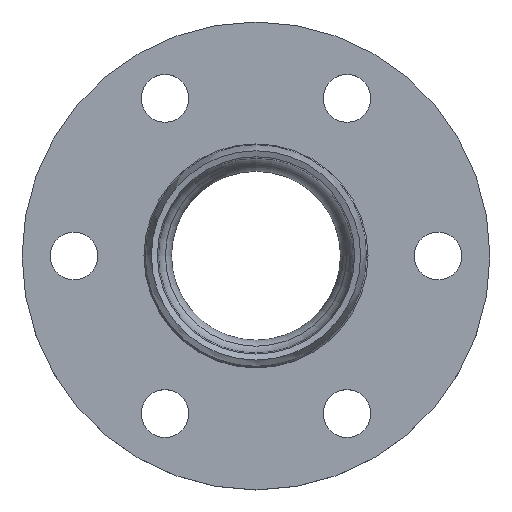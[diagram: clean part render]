
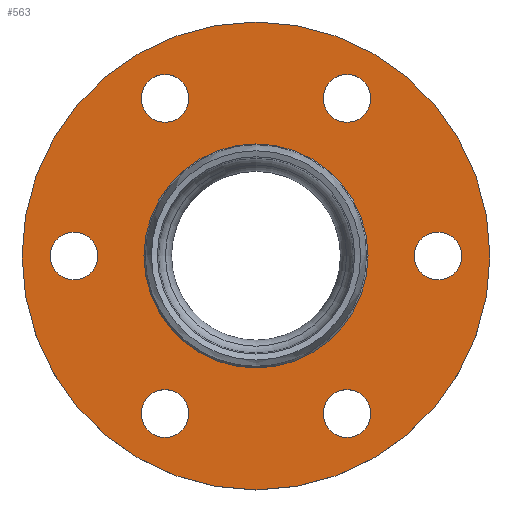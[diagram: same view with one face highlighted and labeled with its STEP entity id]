
A CAD part, top view. The second image highlights one B-rep face of the part: STEP entity #563.
In plain terms, the highlighted planar face has unit normal (0, 0, 1).
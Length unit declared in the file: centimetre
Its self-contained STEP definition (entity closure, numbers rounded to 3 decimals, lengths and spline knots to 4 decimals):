
#47=FACE_BOUND('',#105,.T.);
#48=FACE_BOUND('',#106,.T.);
#49=FACE_BOUND('',#107,.T.);
#50=FACE_BOUND('',#108,.T.);
#51=FACE_BOUND('',#109,.T.);
#52=FACE_BOUND('',#110,.T.);
#53=FACE_BOUND('',#111,.T.);
#55=PLANE('',#614);
#65=FACE_OUTER_BOUND('',#104,.T.);
#104=EDGE_LOOP('',(#414));
#105=EDGE_LOOP('',(#415));
#106=EDGE_LOOP('',(#416));
#107=EDGE_LOOP('',(#417));
#108=EDGE_LOOP('',(#418));
#109=EDGE_LOOP('',(#419));
#110=EDGE_LOOP('',(#420));
#111=EDGE_LOOP('',(#421));
#170=CIRCLE('',#590,5.5);
#172=CIRCLE('',#593,5.5);
#174=CIRCLE('',#596,5.5);
#176=CIRCLE('',#599,5.5);
#178=CIRCLE('',#602,5.5);
#180=CIRCLE('',#605,5.5);
#182=CIRCLE('',#608,24.65);
#185=CIRCLE('',#613,54.);
#236=VERTEX_POINT('',#899);
#238=VERTEX_POINT('',#905);
#240=VERTEX_POINT('',#911);
#242=VERTEX_POINT('',#917);
#244=VERTEX_POINT('',#923);
#246=VERTEX_POINT('',#929);
#248=VERTEX_POINT('',#935);
#251=VERTEX_POINT('',#944);
#290=EDGE_CURVE('',#236,#236,#170,.T.);
#293=EDGE_CURVE('',#238,#238,#172,.T.);
#296=EDGE_CURVE('',#240,#240,#174,.T.);
#299=EDGE_CURVE('',#242,#242,#176,.T.);
#302=EDGE_CURVE('',#244,#244,#178,.T.);
#305=EDGE_CURVE('',#246,#246,#180,.T.);
#308=EDGE_CURVE('',#248,#248,#182,.T.);
#312=EDGE_CURVE('',#251,#251,#185,.T.);
#414=ORIENTED_EDGE('',*,*,#312,.T.);
#415=ORIENTED_EDGE('',*,*,#290,.T.);
#416=ORIENTED_EDGE('',*,*,#293,.T.);
#417=ORIENTED_EDGE('',*,*,#296,.T.);
#418=ORIENTED_EDGE('',*,*,#299,.T.);
#419=ORIENTED_EDGE('',*,*,#302,.T.);
#420=ORIENTED_EDGE('',*,*,#305,.T.);
#421=ORIENTED_EDGE('',*,*,#308,.F.);
#563=ADVANCED_FACE('',(#65,#47,#48,#49,#50,#51,#52,#53),#55,.T.);
#590=AXIS2_PLACEMENT_3D('',#900,#689,#690);
#593=AXIS2_PLACEMENT_3D('',#906,#696,#697);
#596=AXIS2_PLACEMENT_3D('',#912,#703,#704);
#599=AXIS2_PLACEMENT_3D('',#918,#710,#711);
#602=AXIS2_PLACEMENT_3D('',#924,#717,#718);
#605=AXIS2_PLACEMENT_3D('',#930,#724,#725);
#608=AXIS2_PLACEMENT_3D('',#936,#731,#732);
#613=AXIS2_PLACEMENT_3D('',#945,#742,#743);
#614=AXIS2_PLACEMENT_3D('',#947,#745,#746);
#689=DIRECTION('center_axis',(0.,0.,-1.));
#690=DIRECTION('ref_axis',(0.5,0.866,0.));
#696=DIRECTION('center_axis',(0.,0.,-1.));
#697=DIRECTION('ref_axis',(0.5,-0.866,0.));
#703=DIRECTION('center_axis',(0.,0.,-1.));
#704=DIRECTION('ref_axis',(-1.,0.,0.));
#710=DIRECTION('center_axis',(0.,0.,-1.));
#711=DIRECTION('ref_axis',(-0.5,-0.866,0.));
#717=DIRECTION('center_axis',(0.,0.,-1.));
#718=DIRECTION('ref_axis',(1.,0.,0.));
#724=DIRECTION('center_axis',(0.,0.,-1.));
#725=DIRECTION('ref_axis',(-0.5,0.866,0.));
#731=DIRECTION('center_axis',(0.,0.,1.));
#732=DIRECTION('ref_axis',(1.,0.,0.));
#742=DIRECTION('center_axis',(0.,0.,1.));
#743=DIRECTION('ref_axis',(1.,0.,0.));
#745=DIRECTION('center_axis',(0.,0.,1.));
#746=DIRECTION('ref_axis',(0.,-1.,0.));
#899=CARTESIAN_POINT('',(385.5615,174.004,-31.5));
#900=CARTESIAN_POINT('Origin',(388.3115,178.7671,-31.5));
#905=CARTESIAN_POINT('',(385.5615,256.2764,-31.5));
#906=CARTESIAN_POINT('Origin',(388.3115,251.5133,-31.5));
#911=CARTESIAN_POINT('',(456.8115,215.1402,-31.5));
#912=CARTESIAN_POINT('Origin',(451.3115,215.1402,-31.5));
#917=CARTESIAN_POINT('',(433.0615,256.2764,-31.5));
#918=CARTESIAN_POINT('Origin',(430.3115,251.5133,-31.5));
#923=CARTESIAN_POINT('',(361.8115,215.1402,-31.5));
#924=CARTESIAN_POINT('Origin',(367.3115,215.1402,-31.5));
#929=CARTESIAN_POINT('',(433.0615,174.004,-31.5));
#930=CARTESIAN_POINT('Origin',(430.3115,178.7671,-31.5));
#935=CARTESIAN_POINT('',(384.6615,215.1402,-31.5));
#936=CARTESIAN_POINT('Origin',(409.3115,215.1402,-31.5));
#944=CARTESIAN_POINT('',(355.3115,215.1402,-31.5));
#945=CARTESIAN_POINT('Origin',(409.3115,215.1402,-31.5));
#947=CARTESIAN_POINT('Origin',(448.6365,215.1402,-31.5));
